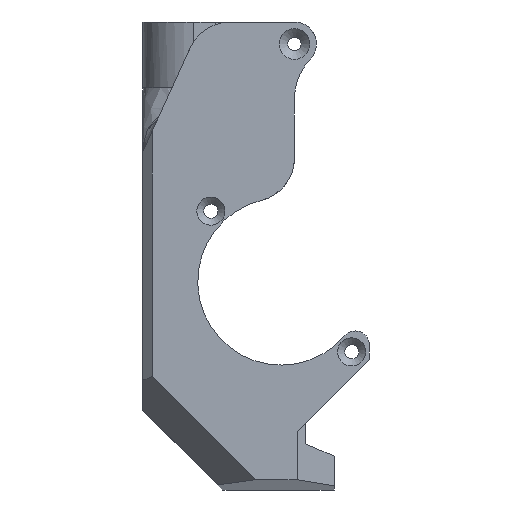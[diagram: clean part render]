
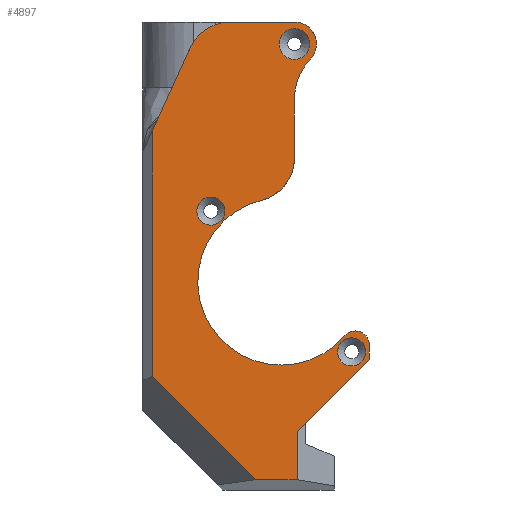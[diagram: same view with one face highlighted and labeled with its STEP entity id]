
A CAD part, front view. The second image highlights one B-rep face of the part: STEP entity #4897.
In plain terms, the highlighted planar face has unit normal (0, -1, 0).
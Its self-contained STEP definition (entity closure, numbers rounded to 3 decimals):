
#33=FACE_BOUND('',#1611,.T.);
#34=FACE_BOUND('',#1612,.T.);
#35=FACE_BOUND('',#1613,.T.);
#130=PLANE('',#5179);
#319=LINE('',#7015,#845);
#325=LINE('',#7036,#851);
#330=LINE('',#7087,#856);
#331=LINE('',#7089,#857);
#332=LINE('',#7091,#858);
#333=LINE('',#7093,#859);
#334=LINE('',#7095,#860);
#335=LINE('',#7097,#861);
#336=LINE('',#7105,#862);
#845=VECTOR('',#5550,10.);
#851=VECTOR('',#5564,10.);
#856=VECTOR('',#5587,10.);
#857=VECTOR('',#5588,1000.);
#858=VECTOR('',#5589,1000.);
#859=VECTOR('',#5590,1000.);
#860=VECTOR('',#5591,1000.);
#861=VECTOR('',#5592,1000.);
#862=VECTOR('',#5599,10.);
#1362=FACE_OUTER_BOUND('',#1610,.T.);
#1610=EDGE_LOOP('',(#3458,#3459,#3460,#3461,#3462,#3463,#3464,#3465,#3466,
#3467,#3468,#3469,#3470,#3471,#3472));
#1611=EDGE_LOOP('',(#3473));
#1612=EDGE_LOOP('',(#3474));
#1613=EDGE_LOOP('',(#3475));
#1871=CIRCLE('',#5169,10.);
#1876=CIRCLE('',#5177,3.5);
#1878=CIRCLE('',#5180,3.153);
#1879=CIRCLE('',#5181,19.);
#1880=CIRCLE('',#5182,10.);
#1881=CIRCLE('',#5183,12.989);
#1882=CIRCLE('',#5184,5.);
#1883=CIRCLE('',#5185,3.2);
#1884=CIRCLE('',#5186,3.2);
#2103=VERTEX_POINT('',#7012);
#2104=VERTEX_POINT('',#7014);
#2107=VERTEX_POINT('',#7022);
#2110=VERTEX_POINT('',#7034);
#2120=VERTEX_POINT('',#7080);
#2122=VERTEX_POINT('',#7086);
#2123=VERTEX_POINT('',#7088);
#2124=VERTEX_POINT('',#7090);
#2125=VERTEX_POINT('',#7092);
#2126=VERTEX_POINT('',#7094);
#2127=VERTEX_POINT('',#7096);
#2128=VERTEX_POINT('',#7098);
#2129=VERTEX_POINT('',#7100);
#2130=VERTEX_POINT('',#7102);
#2131=VERTEX_POINT('',#7104);
#2132=VERTEX_POINT('',#7106);
#2133=VERTEX_POINT('',#7109);
#2134=VERTEX_POINT('',#7111);
#2617=EDGE_CURVE('',#2103,#2104,#319,.T.);
#2622=EDGE_CURVE('',#2107,#2103,#1871,.T.);
#2626=EDGE_CURVE('',#2110,#2107,#325,.T.);
#2638=EDGE_CURVE('',#2120,#2120,#1876,.T.);
#2641=EDGE_CURVE('',#2122,#2110,#330,.T.);
#2642=EDGE_CURVE('',#2122,#2123,#331,.T.);
#2643=EDGE_CURVE('',#2123,#2124,#332,.T.);
#2644=EDGE_CURVE('',#2125,#2124,#333,.T.);
#2645=EDGE_CURVE('',#2125,#2126,#334,.T.);
#2646=EDGE_CURVE('',#2126,#2127,#335,.T.);
#2647=EDGE_CURVE('',#2128,#2127,#1878,.T.);
#2648=EDGE_CURVE('',#2129,#2128,#1879,.T.);
#2649=EDGE_CURVE('',#2130,#2129,#1880,.T.);
#2650=EDGE_CURVE('',#2131,#2130,#336,.T.);
#2651=EDGE_CURVE('',#2132,#2131,#1881,.T.);
#2652=EDGE_CURVE('',#2132,#2104,#1882,.T.);
#2653=EDGE_CURVE('',#2133,#2133,#1883,.F.);
#2654=EDGE_CURVE('',#2134,#2134,#1884,.F.);
#3458=ORIENTED_EDGE('',*,*,#2622,.F.);
#3459=ORIENTED_EDGE('',*,*,#2626,.F.);
#3460=ORIENTED_EDGE('',*,*,#2641,.F.);
#3461=ORIENTED_EDGE('',*,*,#2642,.T.);
#3462=ORIENTED_EDGE('',*,*,#2643,.T.);
#3463=ORIENTED_EDGE('',*,*,#2644,.F.);
#3464=ORIENTED_EDGE('',*,*,#2645,.T.);
#3465=ORIENTED_EDGE('',*,*,#2646,.T.);
#3466=ORIENTED_EDGE('',*,*,#2647,.F.);
#3467=ORIENTED_EDGE('',*,*,#2648,.F.);
#3468=ORIENTED_EDGE('',*,*,#2649,.F.);
#3469=ORIENTED_EDGE('',*,*,#2650,.F.);
#3470=ORIENTED_EDGE('',*,*,#2651,.F.);
#3471=ORIENTED_EDGE('',*,*,#2652,.T.);
#3472=ORIENTED_EDGE('',*,*,#2617,.F.);
#3473=ORIENTED_EDGE('',*,*,#2653,.T.);
#3474=ORIENTED_EDGE('',*,*,#2654,.T.);
#3475=ORIENTED_EDGE('',*,*,#2638,.F.);
#4897=ADVANCED_FACE('',(#1362,#33,#34,#35),#130,.T.);
#5169=AXIS2_PLACEMENT_3D('',#7024,#5558,#5559);
#5177=AXIS2_PLACEMENT_3D('',#7081,#5580,#5581);
#5179=AXIS2_PLACEMENT_3D('',#7085,#5585,#5586);
#5180=AXIS2_PLACEMENT_3D('',#7099,#5593,#5594);
#5181=AXIS2_PLACEMENT_3D('',#7101,#5595,#5596);
#5182=AXIS2_PLACEMENT_3D('',#7103,#5597,#5598);
#5183=AXIS2_PLACEMENT_3D('',#7107,#5600,#5601);
#5184=AXIS2_PLACEMENT_3D('',#7108,#5602,#5603);
#5185=AXIS2_PLACEMENT_3D('',#7110,#5604,#5605);
#5186=AXIS2_PLACEMENT_3D('',#7112,#5606,#5607);
#5550=DIRECTION('',(1.,0.,0.));
#5558=DIRECTION('center_axis',(0.,1.,0.));
#5559=DIRECTION('ref_axis',(-0.541,0.,0.841));
#5564=DIRECTION('',(0.415,0.,0.91));
#5580=DIRECTION('center_axis',(0.,-1.,0.));
#5581=DIRECTION('ref_axis',(1.,0.,0.));
#5585=DIRECTION('center_axis',(0.,-1.,0.));
#5586=DIRECTION('ref_axis',(0.,0.,-1.));
#5587=DIRECTION('',(0.,0.,1.));
#5588=DIRECTION('',(0.707,0.,-0.707));
#5589=DIRECTION('',(1.,0.,0.));
#5590=DIRECTION('',(0.,0.,-1.));
#5591=DIRECTION('',(0.707,0.,0.707));
#5592=DIRECTION('',(0.,0.,1.));
#5593=DIRECTION('center_axis',(0.,1.,0.));
#5594=DIRECTION('ref_axis',(-1.,0.,0.));
#5595=DIRECTION('center_axis',(0.,-1.,0.));
#5596=DIRECTION('ref_axis',(1.,0.,0.));
#5597=DIRECTION('center_axis',(0.,1.,0.));
#5598=DIRECTION('ref_axis',(0.788,0.,-0.616));
#5599=DIRECTION('',(0.,0.,-1.));
#5600=DIRECTION('center_axis',(0.,-1.,0.));
#5601=DIRECTION('ref_axis',(-0.928,0.,0.373));
#5602=DIRECTION('center_axis',(0.,-1.,0.));
#5603=DIRECTION('ref_axis',(0.,0.,-1.));
#5604=DIRECTION('center_axis',(0.,-1.,0.));
#5605=DIRECTION('ref_axis',(0.,0.,-1.));
#5606=DIRECTION('center_axis',(0.,-1.,0.));
#5607=DIRECTION('ref_axis',(0.,0.,-1.));
#7012=CARTESIAN_POINT('',(-11.57,-48.,65.));
#7014=CARTESIAN_POINT('',(2.996,-48.,65.));
#7015=CARTESIAN_POINT('',(-1.5,-48.,65.));
#7022=CARTESIAN_POINT('',(-20.668,-48.,59.15));
#7024=CARTESIAN_POINT('Origin',(-11.57,-48.,55.));
#7034=CARTESIAN_POINT('',(-29.295,-48.,40.237));
#7036=CARTESIAN_POINT('',(-31.5,-48.,35.402));
#7080=CARTESIAN_POINT('',(-0.5,-48.,60.));
#7081=CARTESIAN_POINT('Origin',(3.,-48.,60.));
#7085=CARTESIAN_POINT('Origin',(-5.85,-48.,58.417));
#7086=CARTESIAN_POINT('',(-29.295,-48.,-15.567));
#7087=CARTESIAN_POINT('',(-29.295,-48.,54.208));
#7088=CARTESIAN_POINT('',(-5.802,-48.,-39.061));
#7089=CARTESIAN_POINT('',(-54.564,-48.,9.702));
#7090=CARTESIAN_POINT('',(3.586,-48.,-39.061));
#7091=CARTESIAN_POINT('',(-5.85,-48.,-39.061));
#7092=CARTESIAN_POINT('',(3.586,-48.,-28.071));
#7093=CARTESIAN_POINT('',(3.586,-48.,96.116));
#7094=CARTESIAN_POINT('',(20.,-48.,-11.657));
#7095=CARTESIAN_POINT('',(5.586,-48.,-26.071));
#7096=CARTESIAN_POINT('',(20.,-48.,-8.385));
#7097=CARTESIAN_POINT('',(20.,-48.,-11.657));
#7098=CARTESIAN_POINT('',(14.449,-48.,-6.338));
#7099=CARTESIAN_POINT('Origin',(16.847,-48.,-8.385));
#7100=CARTESIAN_POINT('',(-4.586,-48.,24.438));
#7101=CARTESIAN_POINT('Origin',(0.,-48.,
6.));
#7102=CARTESIAN_POINT('',(3.,-48.,34.142));
#7103=CARTESIAN_POINT('Origin',(-7.,-48.,34.142));
#7104=CARTESIAN_POINT('',(3.,-48.,47.555));
#7105=CARTESIAN_POINT('',(3.,-48.,39.47));
#7106=CARTESIAN_POINT('',(6.61,-48.,56.541));
#7107=CARTESIAN_POINT('Origin',(15.989,-48.,47.555));
#7108=CARTESIAN_POINT('Origin',(3.,-48.,60.));
#7109=CARTESIAN_POINT('',(16.,-48.,-6.8));
#7110=CARTESIAN_POINT('Origin',(16.,-48.,-10.));
#7111=CARTESIAN_POINT('',(-16.,-48.,25.2));
#7112=CARTESIAN_POINT('Origin',(-16.,-48.,22.));
